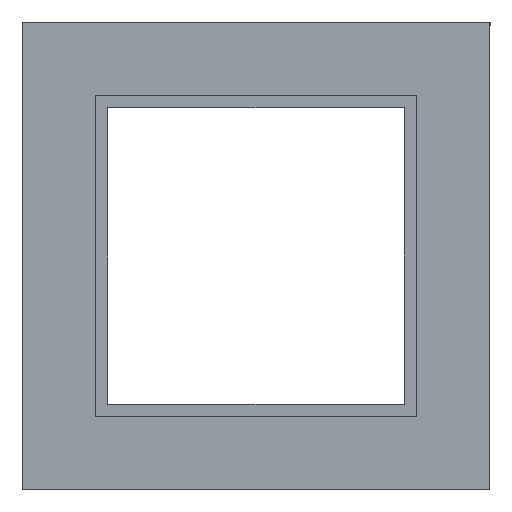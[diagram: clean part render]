
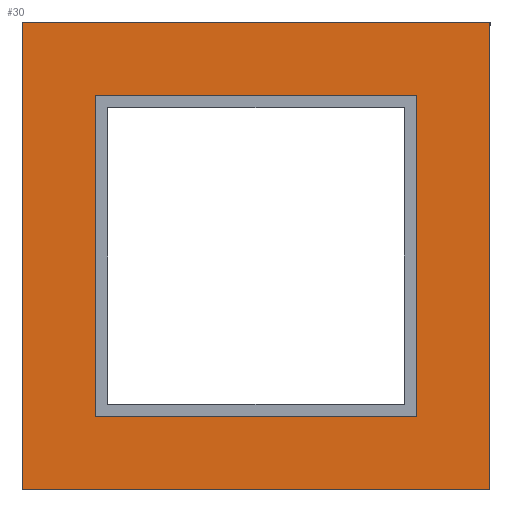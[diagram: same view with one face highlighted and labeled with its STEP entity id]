
A CAD part, front view. The second image highlights one B-rep face of the part: STEP entity #30.
In plain terms, the highlighted planar face has unit normal (0, -1, 0).
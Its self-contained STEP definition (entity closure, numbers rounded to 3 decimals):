
#4 = EDGE_CURVE ( 'NONE', #6, #118, #315, .T. ) ;
#6 = VERTEX_POINT ( 'NONE', #307 ) ;
#13 = EDGE_CURVE ( 'NONE', #45, #78, #295, .T. ) ;
#22 = ORIENTED_EDGE ( 'NONE', *, *, #97, .F. ) ;
#23 = EDGE_CURVE ( 'NONE', #65, #6, #348, .T. ) ;
#25 = ORIENTED_EDGE ( 'NONE', *, *, #23, .F. ) ;
#26 = ORIENTED_EDGE ( 'NONE', *, *, #53, .T. ) ;
#27 = EDGE_LOOP ( 'NONE', ( #28, #25, #22, #157 ) ) ;
#28 = ORIENTED_EDGE ( 'NONE', *, *, #4, .F. ) ;
#29 = EDGE_LOOP ( 'NONE', ( #33, #31, #32, #26 ) ) ;
#30 = ADVANCED_FACE ( 'NONE', ( #344, #343 ), #342, .T. ) ;
#31 = ORIENTED_EDGE ( 'NONE', *, *, #125, .T. ) ;
#32 = ORIENTED_EDGE ( 'NONE', *, *, #105, .T. ) ;
#33 = ORIENTED_EDGE ( 'NONE', *, *, #13, .T. ) ;
#45 = VERTEX_POINT ( 'NONE', #328 ) ;
#53 = EDGE_CURVE ( 'NONE', #56, #45, #361, .T. ) ;
#56 = VERTEX_POINT ( 'NONE', #403 ) ;
#60 = VERTEX_POINT ( 'NONE', #401 ) ;
#65 = VERTEX_POINT ( 'NONE', #391 ) ;
#78 = VERTEX_POINT ( 'NONE', #436 ) ;
#88 = EDGE_CURVE ( 'NONE', #118, #60, #418, .T. ) ;
#97 = EDGE_CURVE ( 'NONE', #60, #65, #409, .T. ) ;
#105 = EDGE_CURVE ( 'NONE', #106, #56, #447, .T. ) ;
#106 = VERTEX_POINT ( 'NONE', #443 ) ;
#118 = VERTEX_POINT ( 'NONE', #485 ) ;
#125 = EDGE_CURVE ( 'NONE', #78, #106, #474, .T. ) ;
#157 = ORIENTED_EDGE ( 'NONE', *, *, #88, .F. ) ;
#292 = DIRECTION ( 'NONE',  ( 0., 0., -1. ) ) ;
#293 = VECTOR ( 'NONE', #292, 1000. ) ;
#294 = CARTESIAN_POINT ( 'NONE',  ( -477.5, 0., 950. ) ) ;
#295 = LINE ( 'NONE', #294, #293 ) ;
#307 = CARTESIAN_POINT ( 'NONE',  ( -327.5, 0., -327.5 ) ) ;
#312 = DIRECTION ( 'NONE',  ( 1., 0., 0. ) ) ;
#313 = VECTOR ( 'NONE', #312, 1000. ) ;
#314 = CARTESIAN_POINT ( 'NONE',  ( -950., 0., -327.5 ) ) ;
#315 = LINE ( 'NONE', #314, #313 ) ;
#328 = CARTESIAN_POINT ( 'NONE',  ( -477.5, 0., 477.5 ) ) ;
#338 = DIRECTION ( 'NONE',  ( 0., 0., -1. ) ) ;
#339 = DIRECTION ( 'NONE',  ( 0., -1., 0. ) ) ;
#340 = CARTESIAN_POINT ( 'NONE',  ( -327.5, 0., 950. ) ) ;
#341 = AXIS2_PLACEMENT_3D ( 'NONE', #340, #339, #338 ) ;
#342 = PLANE ( 'NONE',  #341 ) ;
#343 = FACE_BOUND ( 'NONE', #27, .T. ) ;
#344 = FACE_OUTER_BOUND ( 'NONE', #29, .T. ) ;
#345 = DIRECTION ( 'NONE',  ( 0., 0., -1. ) ) ;
#346 = VECTOR ( 'NONE', #345, 1000. ) ;
#347 = CARTESIAN_POINT ( 'NONE',  ( -327.5, 0., 950. ) ) ;
#348 = LINE ( 'NONE', #347, #346 ) ;
#358 = DIRECTION ( 'NONE',  ( -1., 0., 0. ) ) ;
#359 = VECTOR ( 'NONE', #358, 1000. ) ;
#360 = CARTESIAN_POINT ( 'NONE',  ( 950., 0., 477.5 ) ) ;
#361 = LINE ( 'NONE', #360, #359 ) ;
#391 = CARTESIAN_POINT ( 'NONE',  ( -327.5, 0., 327.5 ) ) ;
#401 = CARTESIAN_POINT ( 'NONE',  ( 327.5, 0., 327.5 ) ) ;
#403 = CARTESIAN_POINT ( 'NONE',  ( 477.5, 0., 477.5 ) ) ;
#409 = LINE ( 'NONE', #466, #465 ) ;
#415 = DIRECTION ( 'NONE',  ( 0., 0., 1. ) ) ;
#416 = VECTOR ( 'NONE', #415, 1000. ) ;
#417 = CARTESIAN_POINT ( 'NONE',  ( 327.5, 0., -950. ) ) ;
#418 = LINE ( 'NONE', #417, #416 ) ;
#436 = CARTESIAN_POINT ( 'NONE',  ( -477.5, 0., -477.5 ) ) ;
#443 = CARTESIAN_POINT ( 'NONE',  ( 477.5, 0., -477.5 ) ) ;
#444 = DIRECTION ( 'NONE',  ( 0., 0., 1. ) ) ;
#445 = VECTOR ( 'NONE', #444, 1000. ) ;
#446 = CARTESIAN_POINT ( 'NONE',  ( 477.5, 0., -950. ) ) ;
#447 = LINE ( 'NONE', #446, #445 ) ;
#464 = DIRECTION ( 'NONE',  ( -1., 0., 0. ) ) ;
#465 = VECTOR ( 'NONE', #464, 1000. ) ;
#466 = CARTESIAN_POINT ( 'NONE',  ( 950., 0., 327.5 ) ) ;
#471 = DIRECTION ( 'NONE',  ( 1., 0., 0. ) ) ;
#472 = VECTOR ( 'NONE', #471, 1000. ) ;
#473 = CARTESIAN_POINT ( 'NONE',  ( -950., 0., -477.5 ) ) ;
#474 = LINE ( 'NONE', #473, #472 ) ;
#485 = CARTESIAN_POINT ( 'NONE',  ( 327.5, 0., -327.5 ) ) ;
